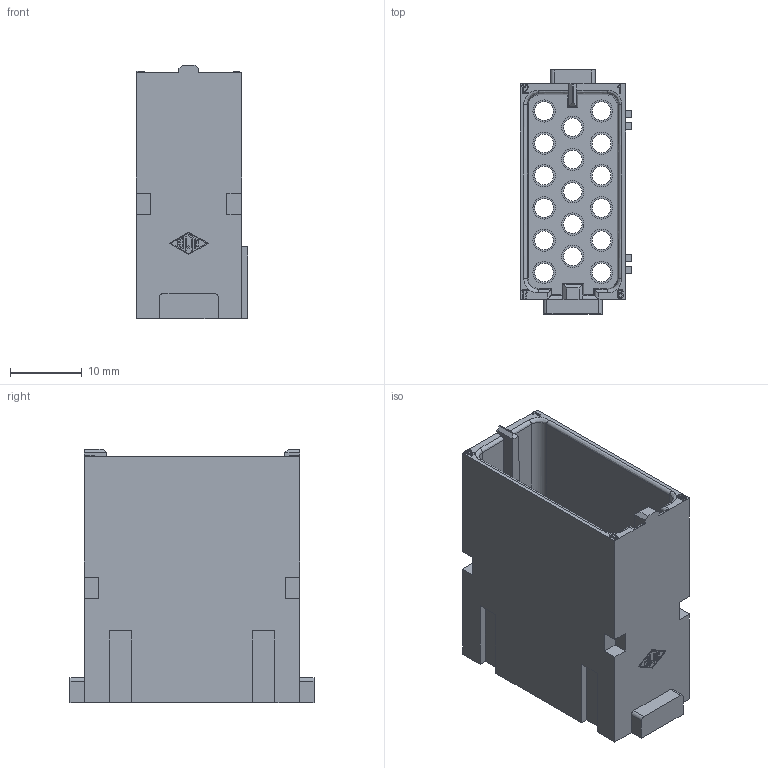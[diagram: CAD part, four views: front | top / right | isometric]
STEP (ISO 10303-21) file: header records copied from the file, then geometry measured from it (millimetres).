
FILE_DESCRIPTION(('Creo Elements/Direct Modeling STEP Export'),'2;1');
FILE_NAME('0ln7uvk49u7gj7v4684','2017-03-28T15:02:25',(''),(''),'PTC Creo Elements/Direct Modeling STEP processor for AP214 (Solid Model)','PTC Creo Elements/Direct Modeling 19.0E 27-Jun-2016 (C) Parametric Technology GmbH','');
FILE_SCHEMA(('AUTOMOTIVE_DESIGN { 1 0 10303 214 1 1 1 1 }'));
Length unit declared in the file: millimetre
Products named in the file (2): CX_17_DM
Assembly tree (1 placements, depth 2):
  CX_17_DM
    CX_17_DM
Bounding box: 15.6 x 34 x 35.3 mm (x, y, z)
Volume: 6433.1 mm3; surface area: 9596.4 mm2
Topology: 1 solids, 1 shells, 1124 faces, 3132 edges, 2082 vertices
Faces by surface type: plane 982, cylinder 127, extrusion 9, bspline 4, cone 2
Entity records: 39018 total; most frequent: CARTESIAN_POINT 6860, ORIENTED_EDGE 6264, DIRECTION 5343, EDGE_CURVE 3132, VECTOR 2863, LINE 2854, VERTEX_POINT 2082, AXIS2_PLACEMENT_3D 1240
